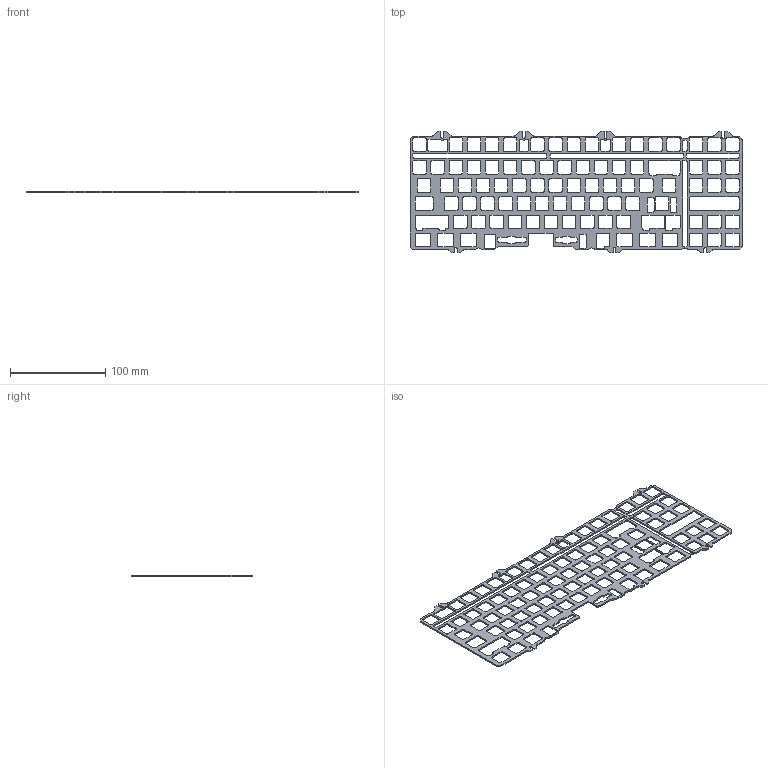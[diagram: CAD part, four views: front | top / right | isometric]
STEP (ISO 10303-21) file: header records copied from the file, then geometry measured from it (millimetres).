
FILE_DESCRIPTION(/* description */ (''),/* implementation_level */ '2;1');
FILE_NAME(/* name */ 'V2 Plate v5.step',/* time_stamp */ '2021-11-21T13:23:48-05:00',/* author */ (''),/* organization */ (''),/* preprocessor_version */ 'ST-DEVELOPER v18.1',/* originating_system */ 'Autodesk Translation Framework v10.10.0.1391',/* authorisation */ '');
FILE_SCHEMA (('AUTOMOTIVE_DESIGN { 1 0 10303 214 3 1 1 }'));
Length unit declared in the file: millimetre
Products named in the file (1): V2 Plate
Bounding box: 348.66 x 127.96 x 1.5 mm (x, y, z)
Volume: 27621 mm3; surface area: 48220.9 mm2
Topology: 1 solids, 1 shells, 1052 faces, 3150 edges, 2100 vertices
Faces by surface type: plane 532, cylinder 520
Entity records: 36170 total; most frequent: CARTESIAN_POINT 6303, ORIENTED_EDGE 6300, DIRECTION 6296, EDGE_CURVE 3150, LINE 2110, VECTOR 2110, VERTEX_POINT 2100, AXIS2_PLACEMENT_3D 2093
